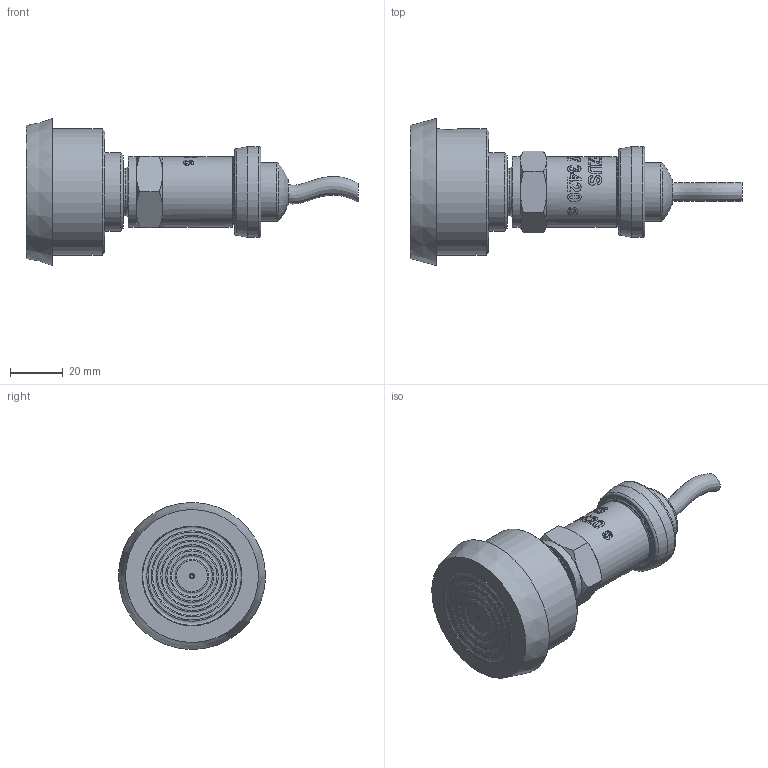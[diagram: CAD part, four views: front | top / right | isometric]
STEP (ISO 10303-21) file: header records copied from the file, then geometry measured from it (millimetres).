
FILE_DESCRIPTION(/* description */ (''),/* implementation_level */ '2;1');
FILE_NAME(/* name */ 'APZ3420s_TapperDN40_5.step',/* time_stamp */ '2021-07-08T14:14:20+03:00',/* author */ (''),/* organization */ (''),/* preprocessor_version */ 'ST-DEVELOPER v18.1',/* originating_system */ 'Autodesk Translation Framework v10.9.0.1377',/* authorisation */ '');
FILE_SCHEMA (('AUTOMOTIVE_DESIGN { 1 0 10303 214 3 1 1 }'));
Length unit declared in the file: millimetre
Products named in the file (7): АПЗ 3420S заполненная; Stainless steel cable gland assembly; Stainless steel cable gland; Stainless steel cable gland nut; wire; G1\2EN; Tapper socket DN40 diaphragm 38 v5
Assembly tree (6 placements, depth 3):
  АПЗ 3420S заполненная
    Stainless steel cable gland assembly
      Stainless steel cable gland
      Stainless steel cable gland nut
      wire
    G1\2EN
    Tapper socket DN40 diaphragm 38 v5
Bounding box: 126.4 x 56 x 56 mm (x, y, z)
Volume: 97383.8 mm3; surface area: 26463 mm2
Topology: 6 solids, 6 shells, 472 faces, 1218 edges, 801 vertices
Faces by surface type: bspline 274, cylinder 86, plane 62, cone 29, torus 20, sphere 1
Full cylindrical faces by diameter (mm): 2 x1, 3 x1, 3.3 x1, 5 x1, 6 x3, 7 x1, 7.2 x1, 13 x1, 16.7 x1, 17.5 x1, 18 x1, 18.631 x7, 20.955 x7, 21.4 x1, 22 x1, 22.3 x2, 22.4 x1, 24.5 x1, 25.132 x4, 25.526 x2, 26.85 x4, 27 x1, 27.208 x3, 27.7 x1, 30 x1, 34.5 x1, 37.8 x1, 38 x1, 48 x1
Entity records: 30548 total; most frequent: CARTESIAN_POINT 20814, ORIENTED_EDGE 2430, EDGE_CURVE 1215, DIRECTION 1142, VERTEX_POINT 800, B_SPLINE_CURVE_WITH_KNOTS 638, EDGE_LOOP 523, FACE_OUTER_BOUND 472
